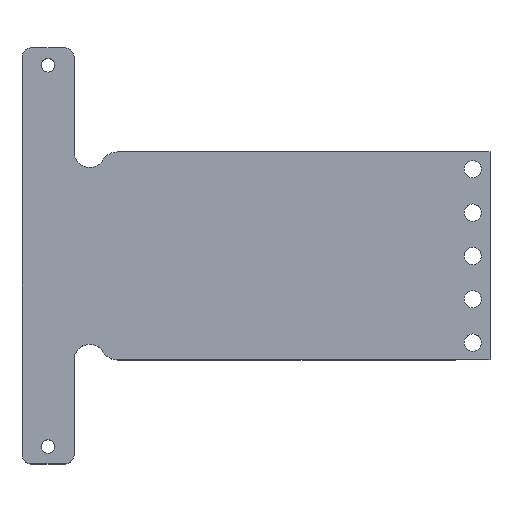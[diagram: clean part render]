
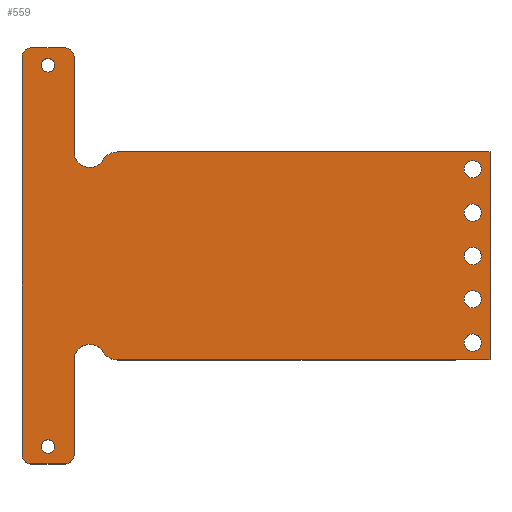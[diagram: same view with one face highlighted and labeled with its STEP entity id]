
A CAD part, top view. The second image highlights one B-rep face of the part: STEP entity #559.
In plain terms, the highlighted planar face has unit normal (0, 0, 1).
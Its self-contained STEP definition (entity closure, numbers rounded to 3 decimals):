
#32=FACE_BOUND('',#79,.T.);
#33=FACE_BOUND('',#80,.T.);
#34=FACE_BOUND('',#81,.T.);
#35=FACE_BOUND('',#82,.T.);
#36=FACE_BOUND('',#83,.T.);
#37=FACE_BOUND('',#84,.T.);
#38=FACE_BOUND('',#85,.T.);
#49=FACE_OUTER_BOUND('',#78,.T.);
#78=EDGE_LOOP('',(#406,#407,#408,#409,#410,#411,#412,#413,#414,#415,#416,
#417,#418,#419,#420,#421));
#79=EDGE_LOOP('',(#422));
#80=EDGE_LOOP('',(#423));
#81=EDGE_LOOP('',(#424,#425));
#82=EDGE_LOOP('',(#426,#427));
#83=EDGE_LOOP('',(#428,#429));
#84=EDGE_LOOP('',(#430,#431));
#85=EDGE_LOOP('',(#432,#433));
#117=LINE('',#864,#162);
#121=LINE('',#873,#166);
#123=LINE('',#880,#168);
#124=LINE('',#884,#169);
#125=LINE('',#890,#170);
#126=LINE('',#892,#171);
#127=LINE('',#894,#172);
#128=LINE('',#900,#173);
#162=VECTOR('',#686,10.);
#166=VECTOR('',#696,10.);
#168=VECTOR('',#704,10.);
#169=VECTOR('',#707,10.);
#170=VECTOR('',#712,10.);
#171=VECTOR('',#713,10.);
#172=VECTOR('',#714,10.);
#173=VECTOR('',#719,10.);
#210=CIRCLE('',#606,1.);
#211=CIRCLE('',#609,1.);
#212=CIRCLE('',#611,1.);
#213=CIRCLE('',#612,1.8);
#214=CIRCLE('',#613,2.);
#215=CIRCLE('',#614,2.);
#216=CIRCLE('',#615,1.8);
#217=CIRCLE('',#616,1.);
#218=CIRCLE('',#617,0.784);
#219=CIRCLE('',#618,0.784);
#220=CIRCLE('',#619,1.);
#221=CIRCLE('',#620,1.);
#222=CIRCLE('',#621,1.);
#223=CIRCLE('',#622,1.);
#224=CIRCLE('',#623,1.);
#225=CIRCLE('',#624,1.);
#226=CIRCLE('',#625,1.);
#227=CIRCLE('',#626,1.);
#228=CIRCLE('',#627,1.);
#229=CIRCLE('',#628,1.);
#251=VERTEX_POINT('',#861);
#252=VERTEX_POINT('',#863);
#253=VERTEX_POINT('',#867);
#254=VERTEX_POINT('',#871);
#255=VERTEX_POINT('',#875);
#256=VERTEX_POINT('',#879);
#257=VERTEX_POINT('',#881);
#258=VERTEX_POINT('',#883);
#259=VERTEX_POINT('',#885);
#260=VERTEX_POINT('',#887);
#261=VERTEX_POINT('',#889);
#262=VERTEX_POINT('',#891);
#263=VERTEX_POINT('',#893);
#264=VERTEX_POINT('',#895);
#265=VERTEX_POINT('',#897);
#266=VERTEX_POINT('',#899);
#267=VERTEX_POINT('',#902);
#268=VERTEX_POINT('',#904);
#269=VERTEX_POINT('',#906);
#270=VERTEX_POINT('',#907);
#271=VERTEX_POINT('',#910);
#272=VERTEX_POINT('',#911);
#273=VERTEX_POINT('',#914);
#274=VERTEX_POINT('',#915);
#275=VERTEX_POINT('',#918);
#276=VERTEX_POINT('',#919);
#277=VERTEX_POINT('',#922);
#278=VERTEX_POINT('',#923);
#309=EDGE_CURVE('',#251,#252,#117,.T.);
#312=EDGE_CURVE('',#253,#251,#210,.T.);
#314=EDGE_CURVE('',#254,#253,#121,.T.);
#316=EDGE_CURVE('',#255,#254,#211,.T.);
#317=EDGE_CURVE('',#256,#255,#123,.T.);
#318=EDGE_CURVE('',#257,#256,#212,.T.);
#319=EDGE_CURVE('',#258,#257,#124,.T.);
#320=EDGE_CURVE('',#258,#259,#213,.T.);
#321=EDGE_CURVE('',#260,#259,#214,.T.);
#322=EDGE_CURVE('',#260,#261,#125,.T.);
#323=EDGE_CURVE('',#261,#262,#126,.T.);
#324=EDGE_CURVE('',#262,#263,#127,.T.);
#325=EDGE_CURVE('',#264,#263,#215,.T.);
#326=EDGE_CURVE('',#264,#265,#216,.T.);
#327=EDGE_CURVE('',#266,#265,#128,.T.);
#328=EDGE_CURVE('',#252,#266,#217,.T.);
#329=EDGE_CURVE('',#267,#267,#218,.T.);
#330=EDGE_CURVE('',#268,#268,#219,.T.);
#331=EDGE_CURVE('',#269,#270,#220,.T.);
#332=EDGE_CURVE('',#270,#269,#221,.T.);
#333=EDGE_CURVE('',#271,#272,#222,.T.);
#334=EDGE_CURVE('',#272,#271,#223,.T.);
#335=EDGE_CURVE('',#273,#274,#224,.T.);
#336=EDGE_CURVE('',#274,#273,#225,.T.);
#337=EDGE_CURVE('',#275,#276,#226,.T.);
#338=EDGE_CURVE('',#276,#275,#227,.T.);
#339=EDGE_CURVE('',#277,#278,#228,.T.);
#340=EDGE_CURVE('',#278,#277,#229,.T.);
#406=ORIENTED_EDGE('',*,*,#316,.F.);
#407=ORIENTED_EDGE('',*,*,#317,.F.);
#408=ORIENTED_EDGE('',*,*,#318,.F.);
#409=ORIENTED_EDGE('',*,*,#319,.F.);
#410=ORIENTED_EDGE('',*,*,#320,.T.);
#411=ORIENTED_EDGE('',*,*,#321,.F.);
#412=ORIENTED_EDGE('',*,*,#322,.T.);
#413=ORIENTED_EDGE('',*,*,#323,.T.);
#414=ORIENTED_EDGE('',*,*,#324,.T.);
#415=ORIENTED_EDGE('',*,*,#325,.F.);
#416=ORIENTED_EDGE('',*,*,#326,.T.);
#417=ORIENTED_EDGE('',*,*,#327,.F.);
#418=ORIENTED_EDGE('',*,*,#328,.F.);
#419=ORIENTED_EDGE('',*,*,#309,.F.);
#420=ORIENTED_EDGE('',*,*,#312,.F.);
#421=ORIENTED_EDGE('',*,*,#314,.F.);
#422=ORIENTED_EDGE('',*,*,#329,.T.);
#423=ORIENTED_EDGE('',*,*,#330,.T.);
#424=ORIENTED_EDGE('',*,*,#331,.T.);
#425=ORIENTED_EDGE('',*,*,#332,.T.);
#426=ORIENTED_EDGE('',*,*,#333,.T.);
#427=ORIENTED_EDGE('',*,*,#334,.T.);
#428=ORIENTED_EDGE('',*,*,#335,.T.);
#429=ORIENTED_EDGE('',*,*,#336,.T.);
#430=ORIENTED_EDGE('',*,*,#337,.T.);
#431=ORIENTED_EDGE('',*,*,#338,.T.);
#432=ORIENTED_EDGE('',*,*,#339,.T.);
#433=ORIENTED_EDGE('',*,*,#340,.T.);
#545=PLANE('',#610);
#559=ADVANCED_FACE('',(#49,#32,#33,#34,#35,#36,#37,#38),#545,.T.);
#606=AXIS2_PLACEMENT_3D('',#869,#691,#692);
#609=AXIS2_PLACEMENT_3D('',#877,#700,#701);
#610=AXIS2_PLACEMENT_3D('',#878,#702,#703);
#611=AXIS2_PLACEMENT_3D('',#882,#705,#706);
#612=AXIS2_PLACEMENT_3D('',#886,#708,#709);
#613=AXIS2_PLACEMENT_3D('',#888,#710,#711);
#614=AXIS2_PLACEMENT_3D('',#896,#715,#716);
#615=AXIS2_PLACEMENT_3D('',#898,#717,#718);
#616=AXIS2_PLACEMENT_3D('',#901,#720,#721);
#617=AXIS2_PLACEMENT_3D('',#903,#722,#723);
#618=AXIS2_PLACEMENT_3D('',#905,#724,#725);
#619=AXIS2_PLACEMENT_3D('',#908,#726,#727);
#620=AXIS2_PLACEMENT_3D('',#909,#728,#729);
#621=AXIS2_PLACEMENT_3D('',#912,#730,#731);
#622=AXIS2_PLACEMENT_3D('',#913,#732,#733);
#623=AXIS2_PLACEMENT_3D('',#916,#734,#735);
#624=AXIS2_PLACEMENT_3D('',#917,#736,#737);
#625=AXIS2_PLACEMENT_3D('',#920,#738,#739);
#626=AXIS2_PLACEMENT_3D('',#921,#740,#741);
#627=AXIS2_PLACEMENT_3D('',#924,#742,#743);
#628=AXIS2_PLACEMENT_3D('',#925,#744,#745);
#686=DIRECTION('',(1.,0.,0.));
#691=DIRECTION('center_axis',(0.,0.,-1.));
#692=DIRECTION('ref_axis',(-0.707,0.707,0.));
#696=DIRECTION('',(0.,1.,0.));
#700=DIRECTION('center_axis',(0.,0.,-1.));
#701=DIRECTION('ref_axis',(-0.707,-0.707,0.));
#702=DIRECTION('center_axis',(0.,0.,1.));
#703=DIRECTION('ref_axis',(1.,0.,0.));
#704=DIRECTION('',(-1.,0.,0.));
#705=DIRECTION('center_axis',(0.,0.,-1.));
#706=DIRECTION('ref_axis',(0.707,-0.707,0.));
#707=DIRECTION('',(0.,-1.,0.));
#708=DIRECTION('center_axis',(0.,0.,-1.));
#709=DIRECTION('ref_axis',(1.,0.,0.));
#710=DIRECTION('center_axis',(0.,0.,-1.));
#711=DIRECTION('ref_axis',(-0.487,-0.874,0.));
#712=DIRECTION('',(1.,0.,0.));
#713=DIRECTION('',(0.,1.,0.));
#714=DIRECTION('',(-1.,0.,0.));
#715=DIRECTION('center_axis',(0.,0.,-1.));
#716=DIRECTION('ref_axis',(-0.487,0.874,0.));
#717=DIRECTION('center_axis',(0.,0.,-1.));
#718=DIRECTION('ref_axis',(1.,0.,0.));
#719=DIRECTION('',(0.,-1.,0.));
#720=DIRECTION('center_axis',(0.,0.,-1.));
#721=DIRECTION('ref_axis',(0.707,0.707,0.));
#722=DIRECTION('center_axis',(0.,0.,-1.));
#723=DIRECTION('ref_axis',(-1.,0.,0.));
#724=DIRECTION('center_axis',(0.,0.,-1.));
#725=DIRECTION('ref_axis',(-1.,0.,0.));
#726=DIRECTION('center_axis',(0.,0.,-1.));
#727=DIRECTION('ref_axis',(1.,0.,0.));
#728=DIRECTION('center_axis',(0.,0.,-1.));
#729=DIRECTION('ref_axis',(1.,0.,0.));
#730=DIRECTION('center_axis',(0.,0.,-1.));
#731=DIRECTION('ref_axis',(1.,0.,0.));
#732=DIRECTION('center_axis',(0.,0.,-1.));
#733=DIRECTION('ref_axis',(1.,0.,0.));
#734=DIRECTION('center_axis',(0.,0.,-1.));
#735=DIRECTION('ref_axis',(1.,0.,0.));
#736=DIRECTION('center_axis',(0.,0.,-1.));
#737=DIRECTION('ref_axis',(1.,0.,0.));
#738=DIRECTION('center_axis',(0.,0.,-1.));
#739=DIRECTION('ref_axis',(1.,0.,0.));
#740=DIRECTION('center_axis',(0.,0.,-1.));
#741=DIRECTION('ref_axis',(1.,0.,0.));
#742=DIRECTION('center_axis',(0.,0.,-1.));
#743=DIRECTION('ref_axis',(1.,0.,0.));
#744=DIRECTION('center_axis',(0.,0.,-1.));
#745=DIRECTION('ref_axis',(1.,0.,0.));
#861=CARTESIAN_POINT('',(-5.,24.,6.));
#863=CARTESIAN_POINT('',(-1.,24.,6.));
#864=CARTESIAN_POINT('',(-1.5,24.,6.));
#867=CARTESIAN_POINT('',(-6.,23.,6.));
#869=CARTESIAN_POINT('Origin',(-5.,23.,6.));
#871=CARTESIAN_POINT('',(-6.,-23.,6.));
#873=CARTESIAN_POINT('',(-6.,-6.,6.));
#875=CARTESIAN_POINT('',(-5.,-24.,6.));
#877=CARTESIAN_POINT('Origin',(-5.,-23.,6.));
#878=CARTESIAN_POINT('Origin',(21.,0.,6.));
#879=CARTESIAN_POINT('',(-1.,-24.,6.));
#880=CARTESIAN_POINT('',(-4.5,-24.,6.));
#881=CARTESIAN_POINT('',(0.,-23.,6.));
#882=CARTESIAN_POINT('Origin',(-1.,-23.,6.));
#883=CARTESIAN_POINT('',(0.,-12.,6.));
#884=CARTESIAN_POINT('',(0.,-12.,6.));
#885=CARTESIAN_POINT('',(3.331,-11.053,6.));
#886=CARTESIAN_POINT('Origin',(1.8,-12.,6.));
#887=CARTESIAN_POINT('',(5.031,-12.,6.));
#888=CARTESIAN_POINT('Origin',(5.031,-10.,6.));
#889=CARTESIAN_POINT('',(48.,-12.,6.));
#890=CARTESIAN_POINT('',(48.,-12.,6.));
#891=CARTESIAN_POINT('',(48.,12.,6.));
#892=CARTESIAN_POINT('',(48.,12.,6.));
#893=CARTESIAN_POINT('',(5.031,12.,6.));
#894=CARTESIAN_POINT('',(-6.,12.,6.));
#895=CARTESIAN_POINT('',(3.331,11.053,6.));
#896=CARTESIAN_POINT('Origin',(5.031,10.,6.));
#897=CARTESIAN_POINT('',(0.,12.,6.));
#898=CARTESIAN_POINT('Origin',(1.8,12.,6.));
#899=CARTESIAN_POINT('',(0.,23.,6.));
#900=CARTESIAN_POINT('',(0.,-12.,6.));
#901=CARTESIAN_POINT('Origin',(-1.,23.,6.));
#902=CARTESIAN_POINT('',(-2.217,-22.,6.));
#903=CARTESIAN_POINT('Origin',(-3.,-22.,6.));
#904=CARTESIAN_POINT('',(-2.217,22.,6.));
#905=CARTESIAN_POINT('Origin',(-3.,22.,6.));
#906=CARTESIAN_POINT('',(47.,0.,6.));
#907=CARTESIAN_POINT('',(45.,0.,6.));
#908=CARTESIAN_POINT('Origin',(46.,0.,6.));
#909=CARTESIAN_POINT('Origin',(46.,0.,6.));
#910=CARTESIAN_POINT('',(47.,-10.,6.));
#911=CARTESIAN_POINT('',(45.,-10.,6.));
#912=CARTESIAN_POINT('Origin',(46.,-10.,6.));
#913=CARTESIAN_POINT('Origin',(46.,-10.,6.));
#914=CARTESIAN_POINT('',(47.,-5.,6.));
#915=CARTESIAN_POINT('',(45.,-5.,6.));
#916=CARTESIAN_POINT('Origin',(46.,-5.,6.));
#917=CARTESIAN_POINT('Origin',(46.,-5.,6.));
#918=CARTESIAN_POINT('',(47.,5.,6.));
#919=CARTESIAN_POINT('',(45.,5.,6.));
#920=CARTESIAN_POINT('Origin',(46.,5.,6.));
#921=CARTESIAN_POINT('Origin',(46.,5.,6.));
#922=CARTESIAN_POINT('',(47.,10.,6.));
#923=CARTESIAN_POINT('',(45.,10.,6.));
#924=CARTESIAN_POINT('Origin',(46.,10.,6.));
#925=CARTESIAN_POINT('Origin',(46.,10.,6.));
